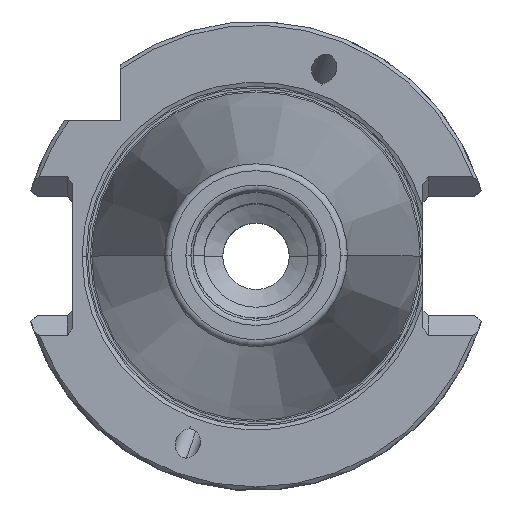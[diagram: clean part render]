
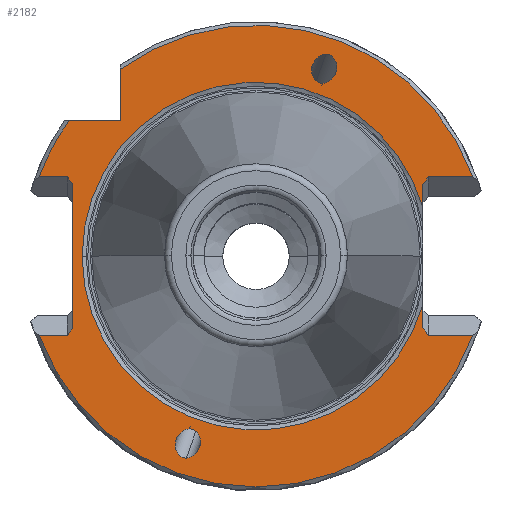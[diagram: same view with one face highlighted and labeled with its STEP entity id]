
A CAD part, top view. The second image highlights one B-rep face of the part: STEP entity #2182.
In plain terms, the highlighted planar face has unit normal (0, 0, 1).
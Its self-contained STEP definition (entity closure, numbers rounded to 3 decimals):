
#1094=VERTEX_POINT('NONE',#3044);
#1148=VERTEX_POINT('NONE',#3106);
#1266=VERTEX_POINT('NONE',#3233);
#1282=EDGE_CURVE('NONE',#2336,#1148,#3251,.T.);
#1322=EDGE_CURVE('NONE',#2220,#2550,#3294,.T.);
#1358=EDGE_CURVE('NONE',#2070,#1406,#3334,.T.);
#1380=EDGE_CURVE('NONE',#2128,#1786,#3360,.T.);
#1406=VERTEX_POINT('NONE',#3390);
#1420=VERTEX_POINT('NONE',#3405);
#1536=EDGE_CURVE('NONE',#2192,#1266,#3530,.T.);
#1558=EDGE_CURVE('NONE',#1956,#2356,#3554,.T.);
#1564=EDGE_CURVE('NONE',#1148,#2356,#3561,.T.);
#1584=EDGE_CURVE('NONE',#1822,#1714,#3584,.T.);
#1624=EDGE_CURVE('NONE',#1714,#1822,#3625,.T.);
#1636=VERTEX_POINT('NONE',#3640);
#1644=VERTEX_POINT('NONE',#3651);
#1656=EDGE_CURVE('NONE',#1644,#2318,#3663,.T.);
#1714=VERTEX_POINT('NONE',#3728);
#1720=EDGE_CURVE('NONE',#2354,#2128,#3734,.T.);
#1774=VERTEX_POINT('NONE',#3793);
#1786=VERTEX_POINT('NONE',#3805);
#1822=VERTEX_POINT('NONE',#3845);
#1956=VERTEX_POINT('NONE',#3992);
#1968=EDGE_CURVE('NONE',#1774,#1420,#4005,.T.);
#2020=VERTEX_POINT('NONE',#4066);
#2070=VERTEX_POINT('NONE',#4126);
#2094=EDGE_CURVE('NONE',#1406,#2220,#4153,.T.);
#2128=VERTEX_POINT('NONE',#4190);
#2182=ADVANCED_FACE('NONE',(#4248,#4249,#4250),#4251,.F.);
#2192=VERTEX_POINT('NONE',#4261);
#2198=EDGE_CURVE('NONE',#1266,#2192,#4269,.T.);
#2220=VERTEX_POINT('NONE',#4292);
#2260=EDGE_CURVE('NONE',#2020,#1636,#4338,.T.);
#2318=VERTEX_POINT('NONE',#4406);
#2336=VERTEX_POINT('NONE',#4424);
#2354=VERTEX_POINT('NONE',#4444);
#2356=VERTEX_POINT('NONE',#4446);
#2494=EDGE_CURVE('NONE',#1094,#2550,#4599,.T.);
#2550=VERTEX_POINT('NONE',#4669);
#2574=EDGE_CURVE('NONE',#2020,#1094,#4698,.T.);
#2636=EDGE_CURVE('NONE',#1774,#1786,#4765,.T.);
#2650=EDGE_CURVE('NONE',#1636,#1956,#4779,.T.);
#2768=EDGE_CURVE('NONE',#2070,#2318,#4917,.T.);
#2772=EDGE_CURVE('NONE',#2354,#1644,#4922,.T.);
#2840=EDGE_CURVE('NONE',#2336,#1420,#4994,.T.);
#3044=CARTESIAN_POINT('',(-23.536,0.,-1.));
#3106=CARTESIAN_POINT('',(-29.343,-10.75,-1.));
#3233=CARTESIAN_POINT('',(9.452,27.347,-1.0));
#3251=LINE('',#5577,#5578);
#3294=LINE('',#5640,#5641);
#3334=LINE('',#5695,#5696);
#3360=LINE('',#5731,#5732);
#3390=CARTESIAN_POINT('',(23.35,10.75,-1.));
#3405=CARTESIAN_POINT('',(-24.8,-9.689,-1.));
#3530=(B_SPLINE_CURVE(3,(#5992,#5993,#5994,#5995),.UNSPECIFIED.,.F.,.F.)B_SPLINE_CURVE_WITH_KNOTS((4,4),(3.431,6.573),.UNSPECIFIED.)RATIONAL_B_SPLINE_CURVE((1.0,0.333,0.333,1.0))BOUNDED_CURVE()REPRESENTATION_ITEM('')GEOMETRIC_REPRESENTATION_ITEM()CURVE());
#3554=LINE('',#6043,#6044);
#3561=CIRCLE('',#6052,31.25);
#3584=(B_SPLINE_CURVE(3,(#6092,#6093,#6094,#6095),.UNSPECIFIED.,.F.,.F.)B_SPLINE_CURVE_WITH_KNOTS((4,4),(0.29,3.431),.UNSPECIFIED.)RATIONAL_B_SPLINE_CURVE((1.0,0.333,0.333,1.0))BOUNDED_CURVE()REPRESENTATION_ITEM('')GEOMETRIC_REPRESENTATION_ITEM()CURVE());
#3625=(B_SPLINE_CURVE(3,(#6186,#6187,#6188,#6189),.UNSPECIFIED.,.F.,.F.)B_SPLINE_CURVE_WITH_KNOTS((4,4),(3.431,6.573),.UNSPECIFIED.)RATIONAL_B_SPLINE_CURVE((1.0,0.333,0.333,1.0))BOUNDED_CURVE()REPRESENTATION_ITEM('')GEOMETRIC_REPRESENTATION_ITEM()CURVE());
#3640=CARTESIAN_POINT('',(22.6,-9.689,-1.0));
#3651=CARTESIAN_POINT('',(-18.35,18.35,-1.0));
#3663=LINE('',#6254,#6255);
#3728=CARTESIAN_POINT('',(-9.017,-23.397,-1.0));
#3734=CIRCLE('',#6387,31.25);
#3793=CARTESIAN_POINT('',(-24.8,9.689,-1.));
#3805=CARTESIAN_POINT('',(-25.55,10.75,-1.));
#3845=CARTESIAN_POINT('',(-9.452,-27.347,-1.0));
#3992=CARTESIAN_POINT('',(23.35,-10.75,-1.));
#4005=LINE('',#6865,#6866);
#4066=CARTESIAN_POINT('',(22.6,-6.57,-1.));
#4126=CARTESIAN_POINT('',(29.343,10.75,-1.));
#4153=LINE('',#7108,#7109);
#4190=CARTESIAN_POINT('',(-29.343,10.75,-1.));
#4248=FACE_OUTER_BOUND('',#7234,.T.);
#4249=FACE_BOUND('',#7235,.T.);
#4250=FACE_BOUND('',#7236,.T.);
#4251=PLANE('',#7237);
#4261=CARTESIAN_POINT('',(9.017,23.397,-1.0));
#4269=(B_SPLINE_CURVE(3,(#7263,#7264,#7265,#7266),.UNSPECIFIED.,.F.,.F.)B_SPLINE_CURVE_WITH_KNOTS((4,4),(0.29,3.431),.UNSPECIFIED.)RATIONAL_B_SPLINE_CURVE((1.0,0.333,0.333,1.0))BOUNDED_CURVE()REPRESENTATION_ITEM('')GEOMETRIC_REPRESENTATION_ITEM()CURVE());
#4292=CARTESIAN_POINT('',(22.6,9.689,-1.));
#4338=LINE('',#7359,#7360);
#4406=CARTESIAN_POINT('',(-18.35,25.295,-1.0));
#4424=CARTESIAN_POINT('',(-25.55,-10.75,-1.));
#4444=CARTESIAN_POINT('',(-25.295,18.35,-1.0));
#4446=CARTESIAN_POINT('',(29.343,-10.75,-1.));
#4599=CIRCLE('',#7740,23.536);
#4669=CARTESIAN_POINT('',(22.6,6.57,-1.0));
#4698=CIRCLE('',#7867,23.536);
#4765=LINE('',#7968,#7969);
#4779=LINE('',#7994,#7995);
#4917=CIRCLE('',#8262,31.25);
#4922=LINE('',#8268,#8269);
#4994=LINE('',#8409,#8410);
#5577=CARTESIAN_POINT('',(-61.2,-10.75,-1.));
#5578=VECTOR('',#8908,1000.0);
#5640=CARTESIAN_POINT('',(22.6,0.,-1.0));
#5641=VECTOR('',#8958,1000.0);
#5695=CARTESIAN_POINT('',(124.8,10.75,-1.));
#5696=VECTOR('',#9011,1000.0);
#5731=CARTESIAN_POINT('',(-61.2,10.75,-1.));
#5732=VECTOR('',#9060,1000.0);
#5992=CARTESIAN_POINT('',(9.017,23.397,-1.0));
#5993=CARTESIAN_POINT('',(12.383,23.397,-1.0));
#5994=CARTESIAN_POINT('',(12.817,27.347,-1.0));
#5995=CARTESIAN_POINT('',(9.452,27.347,-1.0));
#6043=CARTESIAN_POINT('',(124.8,-10.75,-1.));
#6044=VECTOR('',#9285,1000.0);
#6052=AXIS2_PLACEMENT_3D('',#9294,#9295,#9296);
#6092=CARTESIAN_POINT('',(-9.452,-27.347,-1.0));
#6093=CARTESIAN_POINT('',(-6.086,-27.347,-1.0));
#6094=CARTESIAN_POINT('',(-5.652,-23.397,-1.0));
#6095=CARTESIAN_POINT('',(-9.017,-23.397,-1.0));
#6186=CARTESIAN_POINT('',(-9.017,-23.397,-1.0));
#6187=CARTESIAN_POINT('',(-12.383,-23.397,-1.0));
#6188=CARTESIAN_POINT('',(-12.817,-27.347,-1.0));
#6189=CARTESIAN_POINT('',(-9.452,-27.347,-1.0));
#6254=CARTESIAN_POINT('',(-18.35,18.35,-1.0));
#6255=VECTOR('',#9395,1000.0);
#6387=AXIS2_PLACEMENT_3D('',#9466,#9467,#9468);
#6865=CARTESIAN_POINT('',(-24.8,0.,-1.0));
#6866=VECTOR('',#9767,1000.0);
#7108=CARTESIAN_POINT('',(22.077,8.95,-1.));
#7109=VECTOR('',#9988,1000.0);
#7234=EDGE_LOOP('',(#10078,#10079,#10080,#10081,#10082,#10083,#10084,#10085,#10086,#10087,#10088,#10089,#10090,#10091,#10092,#10093,#10094,#10095));
#7235=EDGE_LOOP('',(#10096,#10097));
#7236=EDGE_LOOP('',(#10098,#10099));
#7237=AXIS2_PLACEMENT_3D('',#10100,#10101,#10102);
#7263=CARTESIAN_POINT('',(9.452,27.347,-1.0));
#7264=CARTESIAN_POINT('',(6.086,27.347,-1.0));
#7265=CARTESIAN_POINT('',(5.652,23.397,-1.0));
#7266=CARTESIAN_POINT('',(9.017,23.397,-1.0));
#7359=CARTESIAN_POINT('',(22.6,0.,-1.0));
#7360=VECTOR('',#10207,1000.0);
#7740=AXIS2_PLACEMENT_3D('',#10486,#10487,#10488);
#7867=AXIS2_PLACEMENT_3D('',#10641,#10642,#10643);
#7968=CARTESIAN_POINT('',(-18.12,0.243,-1.));
#7969=VECTOR('',#10707,1000.0);
#7994=CARTESIAN_POINT('',(22.077,-8.95,-1.));
#7995=VECTOR('',#10709,1000.0);
#8262=AXIS2_PLACEMENT_3D('',#10895,#10896,#10897);
#8268=CARTESIAN_POINT('',(-38.35,18.35,-1.0));
#8269=VECTOR('',#10906,1000.0);
#8409=CARTESIAN_POINT('',(-18.12,-0.243,-1.));
#8410=VECTOR('',#10976,1000.0);
#8908=DIRECTION('',(-1.0,0.,0.0));
#8958=DIRECTION('',(0.,-1.0,-0.0));
#9011=DIRECTION('',(-1.0,0.,0.0));
#9060=DIRECTION('',(1.0,0.,0.0));
#9285=DIRECTION('',(1.0,0.,0.0));
#9294=CARTESIAN_POINT('',(0.0,0.0,-1.));
#9295=DIRECTION('',(0.0,-0.0,1.0));
#9296=DIRECTION('',(1.0,0.,0.0));
#9395=DIRECTION('',(0.,1.0,0.0));
#9466=CARTESIAN_POINT('',(0.0,0.0,-1.));
#9467=DIRECTION('',(0.0,-0.0,1.0));
#9468=DIRECTION('',(1.0,0.,0.0));
#9767=DIRECTION('',(0.,-1.0,-0.0));
#9988=DIRECTION('',(-0.577,-0.816,0.0));
#10078=ORIENTED_EDGE('',*,*,#2772,.F.);
#10079=ORIENTED_EDGE('',*,*,#1720,.T.);
#10080=ORIENTED_EDGE('',*,*,#1380,.T.);
#10081=ORIENTED_EDGE('',*,*,#2636,.F.);
#10082=ORIENTED_EDGE('',*,*,#1968,.T.);
#10083=ORIENTED_EDGE('',*,*,#2840,.F.);
#10084=ORIENTED_EDGE('',*,*,#1282,.T.);
#10085=ORIENTED_EDGE('',*,*,#1564,.T.);
#10086=ORIENTED_EDGE('',*,*,#1558,.F.);
#10087=ORIENTED_EDGE('',*,*,#2650,.F.);
#10088=ORIENTED_EDGE('',*,*,#2260,.F.);
#10089=ORIENTED_EDGE('',*,*,#2574,.T.);
#10090=ORIENTED_EDGE('',*,*,#2494,.T.);
#10091=ORIENTED_EDGE('',*,*,#1322,.F.);
#10092=ORIENTED_EDGE('',*,*,#2094,.F.);
#10093=ORIENTED_EDGE('',*,*,#1358,.F.);
#10094=ORIENTED_EDGE('',*,*,#2768,.T.);
#10095=ORIENTED_EDGE('',*,*,#1656,.F.);
#10096=ORIENTED_EDGE('',*,*,#1536,.F.);
#10097=ORIENTED_EDGE('',*,*,#2198,.F.);
#10098=ORIENTED_EDGE('',*,*,#1624,.F.);
#10099=ORIENTED_EDGE('',*,*,#1584,.F.);
#10100=CARTESIAN_POINT('',(0.,-32.5,-1.));
#10101=DIRECTION('',(0.0,0.0,-1.0));
#10102=DIRECTION('',(-1.0,0.0,0.0));
#10207=DIRECTION('',(0.,-1.0,-0.0));
#10486=CARTESIAN_POINT('',(0.0,0.0,-1.));
#10487=DIRECTION('',(0.0,0.0,-1.0));
#10488=DIRECTION('',(1.0,0.,0.0));
#10641=CARTESIAN_POINT('',(0.0,0.0,-1.));
#10642=DIRECTION('',(0.0,0.0,-1.0));
#10643=DIRECTION('',(1.0,0.,0.0));
#10707=DIRECTION('',(-0.577,0.816,0.0));
#10709=DIRECTION('',(0.577,-0.816,0.0));
#10895=CARTESIAN_POINT('',(0.0,0.0,-1.));
#10896=DIRECTION('',(0.0,-0.0,1.0));
#10897=DIRECTION('',(1.0,0.,0.0));
#10906=DIRECTION('',(1.0,0.,0.0));
#10976=DIRECTION('',(0.577,0.816,0.0));
